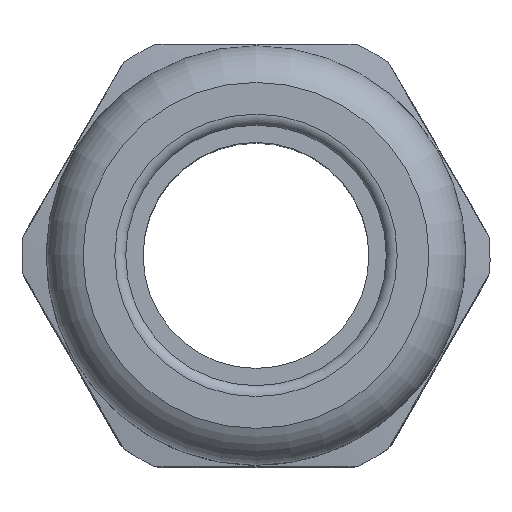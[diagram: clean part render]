
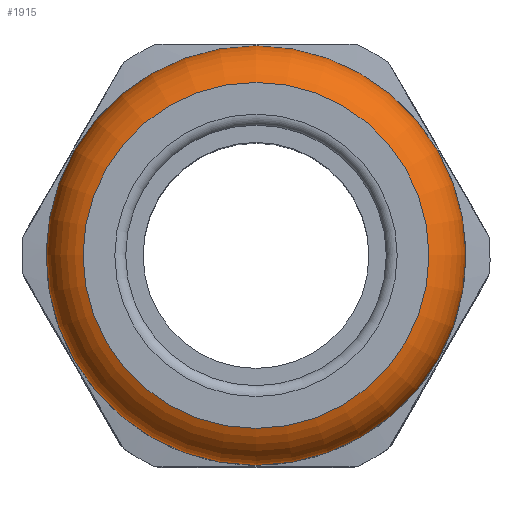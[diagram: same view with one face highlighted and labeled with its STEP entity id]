
A CAD part, top view. The second image highlights one B-rep face of the part: STEP entity #1915.
In plain terms, the highlighted toroidal (fillet/blend) face has major radius 10.85 mm and minor radius 4 mm.
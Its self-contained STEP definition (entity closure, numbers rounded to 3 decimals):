
#1885=TOROIDAL_SURFACE('',#7606,10.85,4.);
#1915=ADVANCED_FACE('',(#2253,#2254),#1885,.T.);
#2253=FACE_BOUND('',#2312,.T.);
#2254=FACE_BOUND('',#2313,.T.);
#2312=EDGE_LOOP('',(#2833));
#2313=EDGE_LOOP('',(#2834));
#2833=ORIENTED_EDGE('',*,*,#4883,.F.);
#2834=ORIENTED_EDGE('',*,*,#4884,.T.);
#4365=VERTEX_POINT('',#9810);
#4366=VERTEX_POINT('',#9812);
#4883=EDGE_CURVE('',#4365,#4365,#5697,.T.);
#4884=EDGE_CURVE('',#4366,#4366,#5698,.T.);
#5697=CIRCLE('',#7604,14.85);
#5698=CIRCLE('',#7605,12.25);
#7604=AXIS2_PLACEMENT_3D('',#9809,#8123,#8124);
#7605=AXIS2_PLACEMENT_3D('',#9811,#8125,#8126);
#7606=AXIS2_PLACEMENT_3D('',#9813,#8127,#8128);
#8123=DIRECTION('',(0.,0.,-1.));
#8124=DIRECTION('',(0.,1.,0.));
#8125=DIRECTION('',(0.,0.,-1.));
#8126=DIRECTION('',(0.,1.,0.));
#8127=DIRECTION('',(0.,0.,-1.));
#8128=DIRECTION('',(0.,-1.,0.));
#9809=CARTESIAN_POINT('',(0.,0.,22.253));
#9810=CARTESIAN_POINT('',(0.,14.85,22.253));
#9811=CARTESIAN_POINT('',(0.,0.,26.));
#9812=CARTESIAN_POINT('',(0.,12.25,26.));
#9813=CARTESIAN_POINT('',(0.,0.,22.253));
